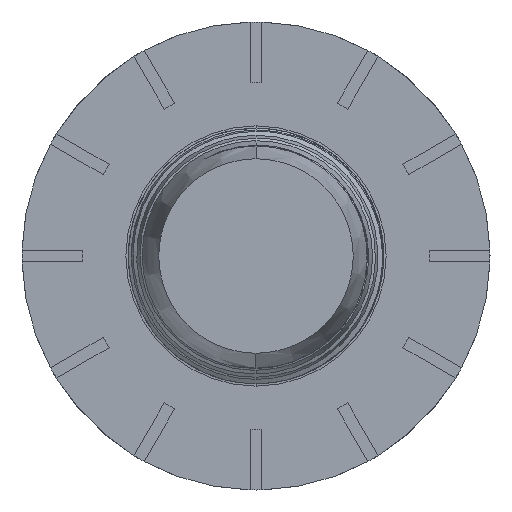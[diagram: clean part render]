
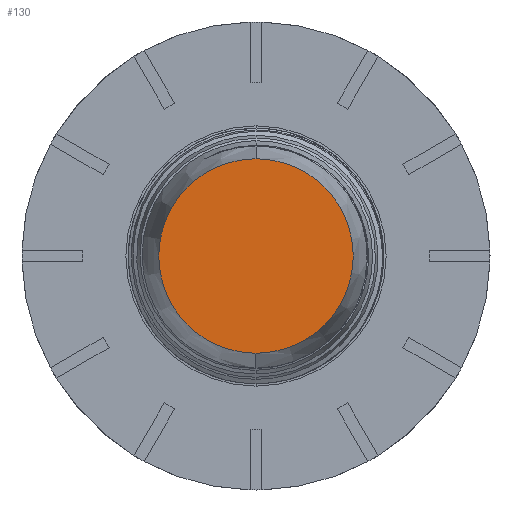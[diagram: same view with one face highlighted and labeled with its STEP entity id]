
A CAD part, front view. The second image highlights one B-rep face of the part: STEP entity #130.
In plain terms, the highlighted planar face has unit normal (0, -1, 0).
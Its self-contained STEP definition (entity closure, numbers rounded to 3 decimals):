
#130=ADVANCED_FACE('',(#324),#325,.T.);
#324=FACE_OUTER_BOUND('',#600,.T.);
#325=PLANE('',#601);
#600=EDGE_LOOP('',(#3424,#3425));
#601=AXIS2_PLACEMENT_3D('',#3426,#3427,#3428);
#3424=ORIENTED_EDGE('',*,*,#4135,.F.);
#3425=ORIENTED_EDGE('',*,*,#4149,.F.);
#3426=CARTESIAN_POINT('',(-4.075,-30.2,0.0));
#3427=DIRECTION('',(0.0,-1.0,0.0));
#3428=DIRECTION('',(0.0,0.0,-1.0));
#4135=EDGE_CURVE('',#4568,#4569,#4570,.T.);
#4149=EDGE_CURVE('',#4569,#4568,#4596,.T.);
#4568=VERTEX_POINT('',#5383);
#4569=VERTEX_POINT('',#5384);
#4570=CIRCLE('',#5385,4.075);
#4596=CIRCLE('',#5589,4.075);
#5383=CARTESIAN_POINT('',(0.0,-30.2,4.075));
#5384=CARTESIAN_POINT('',(0.,-30.2,-4.075));
#5385=AXIS2_PLACEMENT_3D('',#8148,#8149,#8150);
#5589=AXIS2_PLACEMENT_3D('',#8157,#8158,#8159);
#8148=CARTESIAN_POINT('',(0.0,-30.2,0.0));
#8149=DIRECTION('',(-0.0,1.0,0.0));
#8150=DIRECTION('',(0.0,0.0,1.0));
#8157=CARTESIAN_POINT('',(0.0,-30.2,0.0));
#8158=DIRECTION('',(-0.0,1.0,0.0));
#8159=DIRECTION('',(0.0,0.0,1.0));
